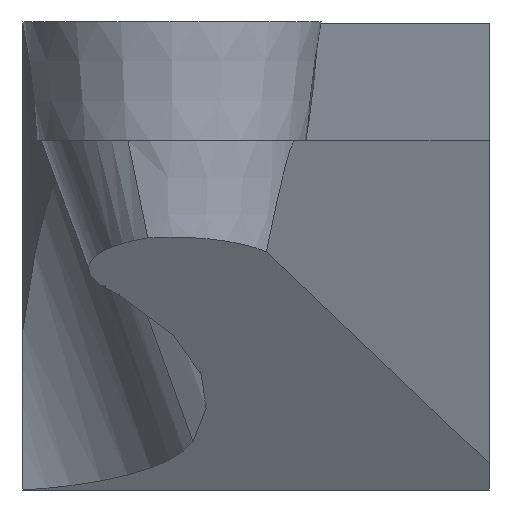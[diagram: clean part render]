
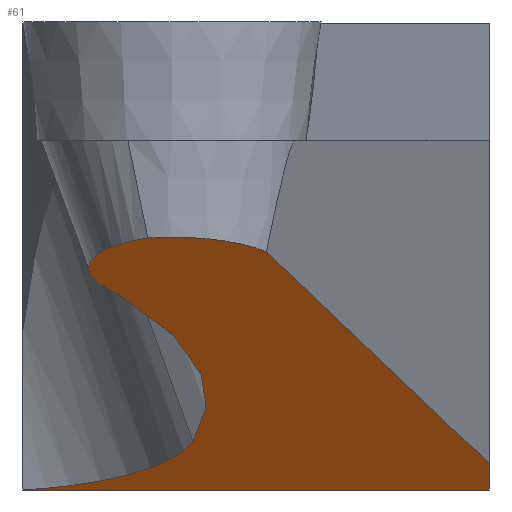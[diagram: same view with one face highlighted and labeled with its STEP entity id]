
A CAD part, left-side view. The second image highlights one B-rep face of the part: STEP entity #61.
In plain terms, the highlighted planar face has unit normal (-0.284, 0, -0.959).
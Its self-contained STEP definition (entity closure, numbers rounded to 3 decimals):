
#61=ADVANCED_FACE('',(#91),#80,.F.);
#80=PLANE('',#336);
#91=FACE_OUTER_BOUND('',#109,.T.);
#109=EDGE_LOOP('',(#178,#179,#180,#181,#182,#183,#184,#185));
#129=LINE('',#468,#149);
#130=LINE('',#470,#150);
#131=LINE('',#472,#151);
#149=VECTOR('',#370,1.);
#150=VECTOR('',#371,1.);
#151=VECTOR('',#372,1.);
#171=ELLIPSE('',#333,46.674,42.053);
#172=ELLIPSE('',#334,13.874,12.5);
#173=ELLIPSE('',#335,6.424,6.155);
#178=ORIENTED_EDGE('',*,*,#284,.T.);
#179=ORIENTED_EDGE('',*,*,#285,.T.);
#180=ORIENTED_EDGE('',*,*,#286,.T.);
#181=ORIENTED_EDGE('',*,*,#287,.T.);
#182=ORIENTED_EDGE('',*,*,#288,.F.);
#183=ORIENTED_EDGE('',*,*,#289,.F.);
#184=ORIENTED_EDGE('',*,*,#290,.T.);
#185=ORIENTED_EDGE('',*,*,#291,.T.);
#258=VERTEX_POINT('',#457);
#259=VERTEX_POINT('',#458);
#260=VERTEX_POINT('',#463);
#261=VERTEX_POINT('',#465);
#262=VERTEX_POINT('',#467);
#263=VERTEX_POINT('',#469);
#264=VERTEX_POINT('',#471);
#265=VERTEX_POINT('',#473);
#284=EDGE_CURVE('',#258,#259,#324,.T.);
#285=EDGE_CURVE('',#259,#260,#325,.T.);
#286=EDGE_CURVE('',#260,#261,#171,.T.);
#287=EDGE_CURVE('',#261,#262,#172,.T.);
#288=EDGE_CURVE('',#263,#262,#129,.T.);
#289=EDGE_CURVE('',#264,#263,#130,.T.);
#290=EDGE_CURVE('',#264,#265,#131,.T.);
#291=EDGE_CURVE('',#265,#258,#173,.T.);
#324=B_SPLINE_CURVE_WITH_KNOTS('',3,(#451,#452,#453,#454,#455,#456),
 .UNSPECIFIED.,.F.,.F.,(4,2,4),(0.,0.5,1.),.UNSPECIFIED.);
#325=B_SPLINE_CURVE_WITH_KNOTS('',3,(#459,#460,#461,#462),.UNSPECIFIED.,
 .F.,.F.,(4,4),(0.,1.),.UNSPECIFIED.);
#333=AXIS2_PLACEMENT_3D('',#464,#366,#367);
#334=AXIS2_PLACEMENT_3D('',#466,#368,#369);
#335=AXIS2_PLACEMENT_3D('',#474,#373,#374);
#336=AXIS2_PLACEMENT_3D('',#475,#375,#376);
#366=DIRECTION('',(0.284,0.,0.959));
#367=DIRECTION('',(-0.59,0.788,0.175));
#368=DIRECTION('',(0.284,0.,0.959));
#369=DIRECTION('',(-0.59,0.788,0.175));
#370=DIRECTION('',(0.,1.,0.));
#371=DIRECTION('',(0.959,0.,-0.284));
#372=DIRECTION('',(-0.919,0.286,0.272));
#373=DIRECTION('',(-0.284,0.,-0.959));
#374=DIRECTION('',(-0.959,0.,0.284));
#375=DIRECTION('',(0.284,0.,0.959));
#376=DIRECTION('',(0.959,0.,-0.284));
#451=CARTESIAN_POINT('',(1.757,30.808,-11.48));
#452=CARTESIAN_POINT('',(2.599,32.352,-11.73));
#453=CARTESIAN_POINT('',(4.145,33.469,-12.188));
#454=CARTESIAN_POINT('',(7.524,34.2,-13.189));
#455=CARTESIAN_POINT('',(9.314,33.877,-13.719));
#456=CARTESIAN_POINT('',(10.84,33.037,-14.171));
#457=CARTESIAN_POINT('',(1.757,30.808,-11.48));
#458=CARTESIAN_POINT('',(10.84,33.037,-14.171));
#459=CARTESIAN_POINT('',(10.84,33.037,-14.171));
#460=CARTESIAN_POINT('',(11.315,32.776,-14.311));
#461=CARTESIAN_POINT('',(11.793,32.524,-14.453));
#462=CARTESIAN_POINT('',(12.276,32.28,-14.596));
#463=CARTESIAN_POINT('',(12.276,32.28,-14.596));
#464=CARTESIAN_POINT('',(26.963,72.631,-18.947));
#465=CARTESIAN_POINT('',(38.629,28.377,-22.402));
#466=CARTESIAN_POINT('',(35.161,41.531,-21.375));
#467=CARTESIAN_POINT('',(47.399,37.5,-25.));
#468=CARTESIAN_POINT('',(47.399,45.,-25.));
#469=CARTESIAN_POINT('',(47.399,12.5,-25.));
#470=CARTESIAN_POINT('',(0.98,12.5,-11.25));
#471=CARTESIAN_POINT('',(42.572,12.5,-23.57));
#472=CARTESIAN_POINT('',(-4.159,27.068,-9.728));
#473=CARTESIAN_POINT('',(4.268,24.441,-12.224));
#474=CARTESIAN_POINT('',(7.776,29.5,-13.263));
#475=CARTESIAN_POINT('',(0.98,45.,-11.25));
